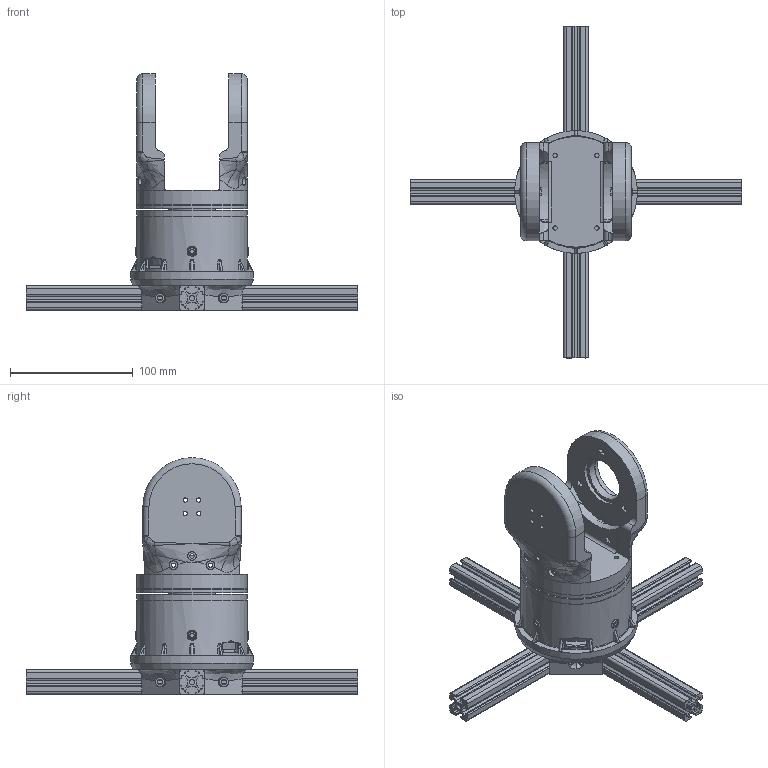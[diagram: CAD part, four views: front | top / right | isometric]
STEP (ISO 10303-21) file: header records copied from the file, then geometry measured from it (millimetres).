
FILE_DESCRIPTION(/* description */ (''),/* implementation_level */ '2;1');
FILE_NAME(/* name */ 'Robotic_Arm-Waist+Shoulder.step',/* time_stamp */ '2026-01-28T10:14:35-05:00',/* author */ (''),/* organization */ (''),/* preprocessor_version */ 'ST-DEVELOPER v20.1',/* originating_system */ 'Autodesk Translation Framework v14.24.0.0',/* authorisation */ '');
FILE_SCHEMA (('AUTOMOTIVE_DESIGN { 1 0 10303 214 3 1 1 }'));
Products named in the file (16): Robotic_Arm-Waist+Shoulder; Profiles; item_0037003_Profil 5 20x20_L=120_1; Base_ExtrusionConectors; Waist_Floor; Waist_Floor-Motor_Cap; Waise_FloorBearingCap; Waist_BearingTentionRing; Hip_WaistBeaaringBottom; Hip_WaistPlate; Hip_Hip-Arm_Base; Hip_Hip-Arm_Bearing-Arm; Hip_Hip-Arm_Bearing_Cover; Hip_Hip-Arm_Gear_Arm; 6807-2RS; 17HS13-0404S1
Assembly tree (19 placements, depth 3):
  Robotic_Arm-Waist+Shoulder
    Profiles
      item_0037003_Profil 5 20x20_L=120_1  x4
    Base_ExtrusionConectors
    Waist_Floor
      Waist_Floor-Motor_Cap
    Waise_FloorBearingCap
    6807-2RS  x2
    Waist_BearingTentionRing
    Hip_WaistBeaaringBottom
    Hip_WaistPlate
    Hip_Hip-Arm_Base
    Hip_Hip-Arm_Bearing-Arm
    Hip_Hip-Arm_Bearing_Cover
    Hip_Hip-Arm_Gear_Arm
    17HS13-0404S1
Bounding box: 270 x 270 x 192.55 mm (x, y, z)
Volume: 629386.2 mm3; surface area: 320009 mm2
Topology: 20 solids, 24 shells, 2338 faces, 6249 edges, 4030 vertices
Faces by surface type: plane 1394, cylinder 608, bspline 147, sphere 92, torus 59, cone 38
Full cylindrical faces by diameter (mm): 1.153 x4, 2.5 x4, 3.5 x64, 4.2 x12, 4.3 x4, 4.4 x4, 4.5 x4, 4.6 x4, 4.8 x4, 5 x2, 5.6 x2, 6 x4, 6.2 x5, 7 x8, 7.5 x8, 8.2 x4, 10 x8, 22 x1, 26 x1, 30.25 x1, 34.75 x1, 35 x1, 35.001 x2, 38 x1, 38.542 x8, 39 x1, 39.944 x2, 40 x1, 41 x2, 42.047 x2
Entity records: 63941 total; most frequent: CARTESIAN_POINT 20578, ORIENTED_EDGE 8976, DIRECTION 8627, EDGE_CURVE 4489, AXIS2_PLACEMENT_3D 3038, VERTEX_POINT 2920, LINE 2551, VECTOR 2551
